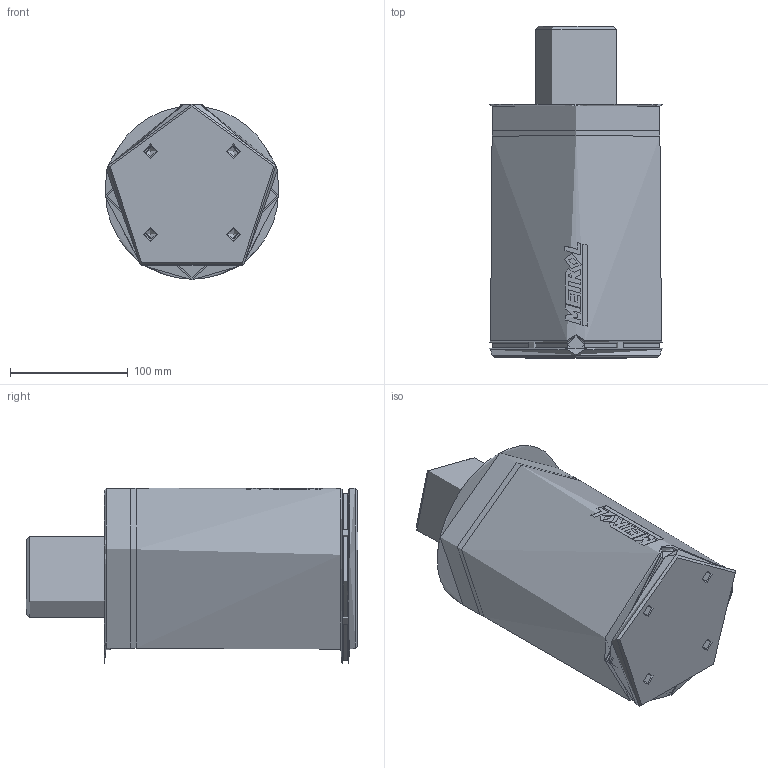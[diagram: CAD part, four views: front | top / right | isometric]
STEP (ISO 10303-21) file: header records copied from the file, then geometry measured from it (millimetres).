
FILE_DESCRIPTION (( 'STEP AP214' ), '1' );
FILE_NAME ('ISNG7500-063.step', '2019-03-18T17:27:37', ( '' ), ( '' ), 'SwSTEP 2.0', 'SolidWorks 2014', '' );
FILE_SCHEMA (( 'AUTOMOTIVE_DESIGN' ));
Length unit declared in the file: millimetre
Products named in the file (3): ISNG-7500 Piston_ISNG-7500-63.5; ISNG-7500 Body_ISNG7500-063; ISNG7500-063
Assembly tree (2 placements, depth 2):
  ISNG7500-063
    ISNG-7500 Body_ISNG7500-063
    ISNG-7500 Piston_ISNG-7500-63.5
Bounding box: 147.84 x 282 x 149.1 mm (x, y, z)
Volume: 3368045.7 mm3; surface area: 241578 mm2
Topology: 7 solids, 7 shells, 123 faces, 289 edges, 187 vertices
Faces by surface type: bspline 42, plane 33, cylinder 28, cone 13, torus 7
Full cylindrical faces by diameter (mm): 8 x1, 10 x4, 15 x1, 80 x2, 114 x1, 114.2 x1, 120 x2, 124 x1, 124.2 x1, 150 x3
Entity records: 6397 total; most frequent: CARTESIAN_POINT 3160, ORIENTED_EDGE 496, DIRECTION 356, EDGE_CURVE 248, VERTEX_POINT 179, EDGE_LOOP 167, FACE_OUTER_BOUND 145, AXIS2_PLACEMENT_3D 135
